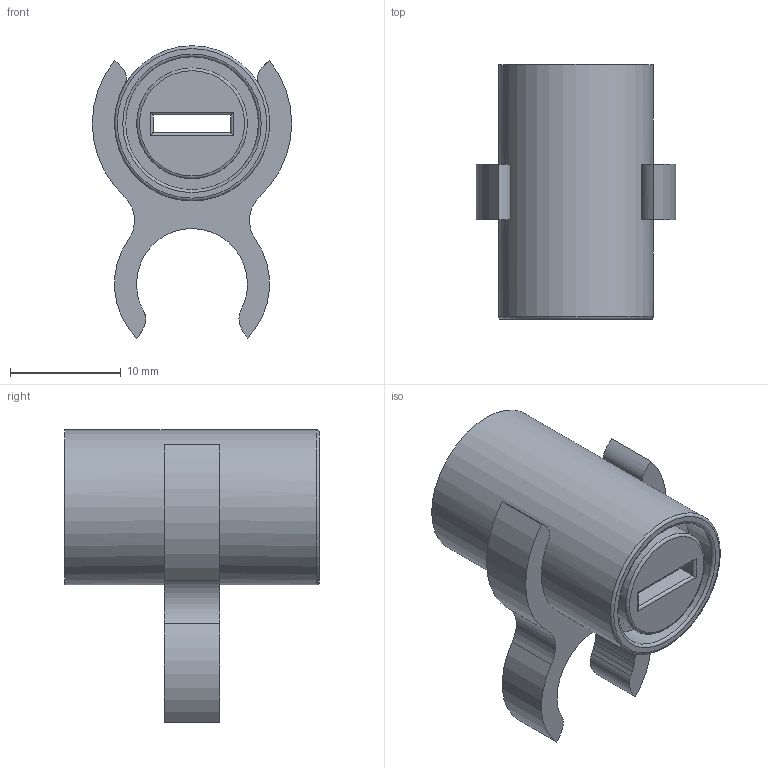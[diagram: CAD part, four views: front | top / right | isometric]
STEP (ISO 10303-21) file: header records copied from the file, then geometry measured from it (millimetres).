
FILE_DESCRIPTION(/* description */ (''),/* implementation_level */ '2;1');
FILE_NAME(/* name */ 'top_case_body_and_clamp.step',/* time_stamp */ '2025-06-19T21:40:09+12:00',/* author */ (''),/* organization */ (''),/* preprocessor_version */ 'ST-DEVELOPER v20.1',/* originating_system */ 'Autodesk Translation Framework v14.10.0.0',/* authorisation */ '');
FILE_SCHEMA (('AUTOMOTIVE_DESIGN { 1 0 10303 214 3 1 1 }'));
Length unit declared in the file: millimetre
Products named in the file (1): Start Piece
Bounding box: 18 x 23 x 26.4 mm (x, y, z)
Volume: 2034.2 mm3; surface area: 2823.9 mm2
Topology: 1 solids, 1 shells, 54 faces, 148 edges, 96 vertices
Faces by surface type: cylinder 23, plane 17, bspline 11, torus 3
Full cylindrical faces by diameter (mm): 10 x1, 12 x1, 14 x1
Entity records: 2075 total; most frequent: CARTESIAN_POINT 726, ORIENTED_EDGE 296, DIRECTION 263, EDGE_CURVE 148, AXIS2_PLACEMENT_3D 101, VERTEX_POINT 96, EDGE_LOOP 62, LINE 61
